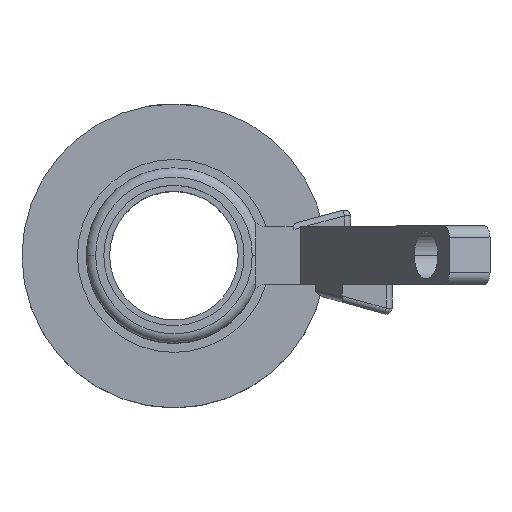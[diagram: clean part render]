
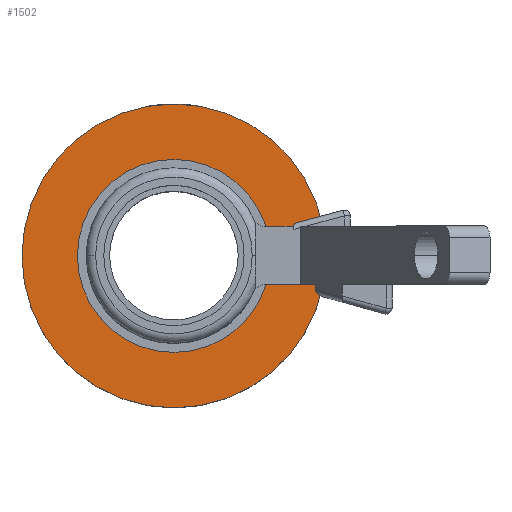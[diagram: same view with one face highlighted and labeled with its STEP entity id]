
A CAD part, top view. The second image highlights one B-rep face of the part: STEP entity #1502.
In plain terms, the highlighted planar face has unit normal (0, 0, 1).
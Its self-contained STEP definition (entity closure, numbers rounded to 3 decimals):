
#12=CARTESIAN_POINT('',(0.,0.,8.));
#13=DIRECTION('',(0.,0.,-1.));
#14=DIRECTION('',(-1.,0.,0.));
#15=AXIS2_PLACEMENT_3D('',#12,#13,#14);
#157=CARTESIAN_POINT('',(0.,0.,8.));
#158=DIRECTION('',(0.,0.,1.));
#159=DIRECTION('',(-1.,0.,0.));
#160=AXIS2_PLACEMENT_3D('',#157,#158,#159);
#166=CARTESIAN_POINT('',(0.,0.,8.));
#167=DIRECTION('',(0.,0.,-1.));
#168=DIRECTION('',(-1.,0.,0.));
#169=AXIS2_PLACEMENT_3D('',#166,#167,#168);
#171=CARTESIAN_POINT('',(0.,0.,8.));
#172=DIRECTION('',(0.,0.,1.));
#173=DIRECTION('',(-1.,0.,0.));
#174=AXIS2_PLACEMENT_3D('',#171,#172,#173);
#1104=CARTESIAN_POINT('',(-12.99,0.,8.));
#1106=VERTEX_POINT('',#1104);
#1108=CARTESIAN_POINT('',(12.99,0.,8.));
#1110=VERTEX_POINT('',#1108);
#1121=CARTESIAN_POINT('',(-8.25,0.,8.));
#1123=VERTEX_POINT('',#1121);
#1125=CARTESIAN_POINT('',(8.25,0.,8.));
#1127=VERTEX_POINT('',#1125);
#1487=CARTESIAN_POINT('',(0.,0.,8.));
#1488=DIRECTION('',(0.,0.,-1.));
#1489=DIRECTION('',(-1.,0.,0.));
#1490=AXIS2_PLACEMENT_3D('',#1487,#1488,#1489);
#1491=PLANE('',#1490);
#1492=ORIENTED_EDGE('',*,*,#1480,.F.);
#1493=ORIENTED_EDGE('',*,*,#1411,.T.);
#1494=EDGE_LOOP('',(#1492,#1493));
#1495=FACE_OUTER_BOUND('',#1494,.F.);
#1497=ORIENTED_EDGE('',*,*,#1496,.F.);
#1499=ORIENTED_EDGE('',*,*,#1498,.T.);
#1500=EDGE_LOOP('',(#1497,#1499));
#1501=FACE_BOUND('',#1500,.F.);
#1502=ADVANCED_FACE('',(#1495,#1501),#1491,.F.);
#16=CIRCLE('',#15,12.99);
#161=CIRCLE('',#160,12.99);
#170=CIRCLE('',#169,8.25);
#175=CIRCLE('',#174,8.25);
#1411=EDGE_CURVE('',#1106,#1110,#16,.T.);
#1480=EDGE_CURVE('',#1106,#1110,#161,.T.);
#1496=EDGE_CURVE('',#1123,#1127,#170,.T.);
#1498=EDGE_CURVE('',#1123,#1127,#175,.T.);
